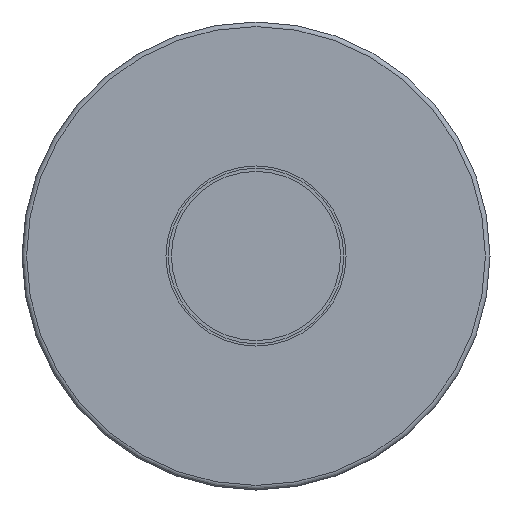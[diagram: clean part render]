
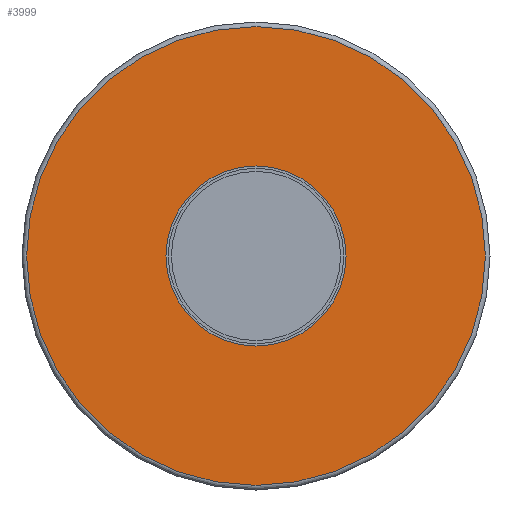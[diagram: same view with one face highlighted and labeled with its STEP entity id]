
A CAD part, front view. The second image highlights one B-rep face of the part: STEP entity #3999.
In plain terms, the highlighted planar face has unit normal (0, -1, 0).
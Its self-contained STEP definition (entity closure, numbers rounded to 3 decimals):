
#49=FACE_BOUND('',#629,.T.);
#74=CIRCLE('',#4154,99.5);
#76=CIRCLE('',#4158,39.05);
#384=FACE_OUTER_BOUND('',#628,.T.);
#628=EDGE_LOOP('',(#3599));
#629=EDGE_LOOP('',(#3600));
#1952=VERTEX_POINT('',#7463);
#1954=VERTEX_POINT('',#7469);
#2517=EDGE_CURVE('',#1952,#1952,#74,.T.);
#2519=EDGE_CURVE('',#1954,#1954,#76,.T.);
#3599=ORIENTED_EDGE('',*,*,#2517,.F.);
#3600=ORIENTED_EDGE('',*,*,#2519,.F.);
#3784=PLANE('',#4157);
#3999=ADVANCED_FACE('',(#384,#49),#3784,.T.);
#4154=AXIS2_PLACEMENT_3D('',#7464,#4847,#4848);
#4157=AXIS2_PLACEMENT_3D('',#7468,#4853,#4854);
#4158=AXIS2_PLACEMENT_3D('',#7470,#4855,#4856);
#4847=DIRECTION('center_axis',(0.,1.,0.));
#4848=DIRECTION('ref_axis',(-1.,0.,0.));
#4853=DIRECTION('center_axis',(0.,-1.,0.));
#4854=DIRECTION('ref_axis',(0.,0.,-1.));
#4855=DIRECTION('center_axis',(0.,-1.,0.));
#4856=DIRECTION('ref_axis',(1.,0.,0.));
#7463=CARTESIAN_POINT('',(99.5,5.971,0.));
#7464=CARTESIAN_POINT('Origin',(0.,5.971,0.));
#7468=CARTESIAN_POINT('Origin',(39.05,5.971,0.));
#7469=CARTESIAN_POINT('',(39.05,5.971,0.));
#7470=CARTESIAN_POINT('Origin',(0.,5.971,0.));
